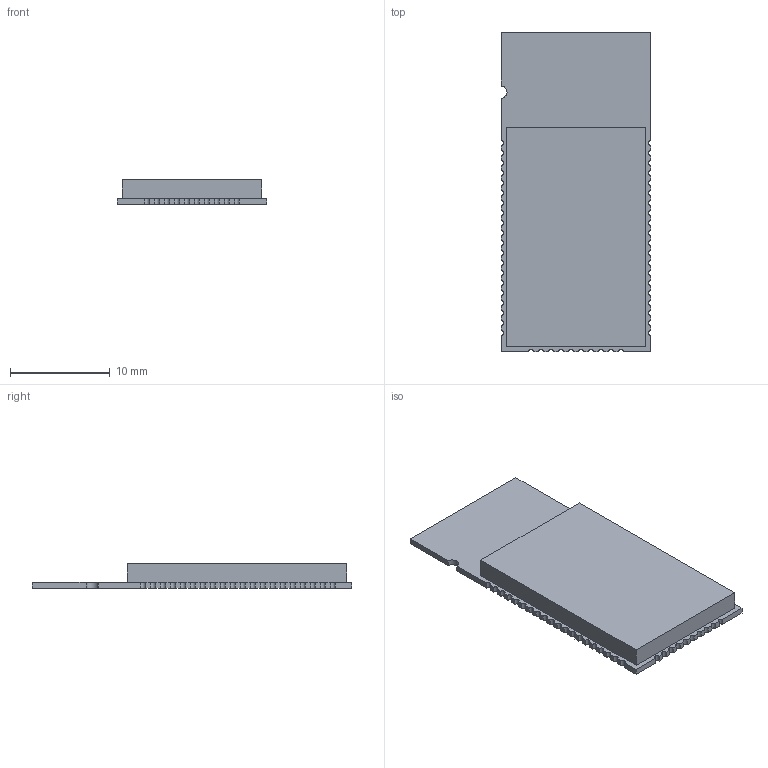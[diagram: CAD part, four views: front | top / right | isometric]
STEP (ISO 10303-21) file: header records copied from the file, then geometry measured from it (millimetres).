
FILE_DESCRIPTION(('FreeCAD Model'),'2;1');
FILE_NAME('Open CASCADE Shape Model','2023-09-19T04:18:51',( 'kicad StepUp'),('ksu MCAD'),'Open CASCADE STEP processor 7.6', 'FreeCAD','Unknown');
FILE_SCHEMA(('AUTOMOTIVE_DESIGN { 1 0 10303 214 1 1 1 1 }'));
Length unit declared in the file: millimetre
Products named in the file (1): BM-83
Bounding box: 15 x 32 x 2.5 mm (x, y, z)
Volume: 869.9 mm3; surface area: 1151.2 mm2
Topology: 1 solids, 1 shells, 113 faces, 330 edges, 220 vertices
Faces by surface type: plane 62, cylinder 51
Entity records: 4581 total; most frequent: CARTESIAN_POINT 664, DIRECTION 660, ORIENTED_EDGE 660, EDGE_CURVE 330, LINE 228, VECTOR 228, VERTEX_POINT 220, AXIS2_PLACEMENT_3D 216
